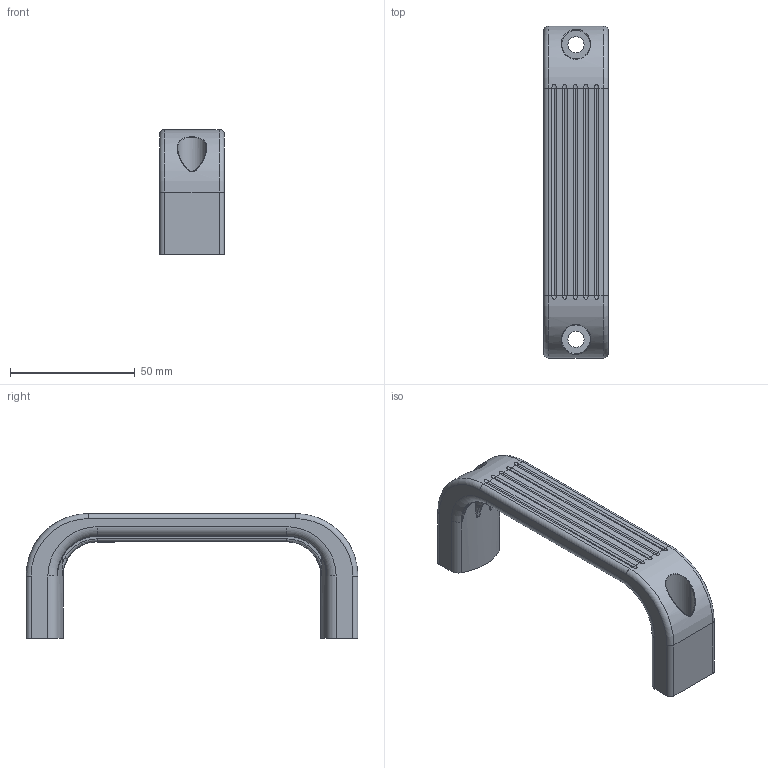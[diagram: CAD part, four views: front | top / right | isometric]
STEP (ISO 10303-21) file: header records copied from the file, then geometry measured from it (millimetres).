
FILE_DESCRIPTION (( 'STEP AP214' ), '1' );
FILE_NAME ('092308.STEP', '2014-08-14T13:29:25', ( '' ), ( '' ), 'SwSTEP 2.0', 'SolidWorks 2014', '' );
FILE_SCHEMA (( 'AUTOMOTIVE_DESIGN' ));
Length unit declared in the file: millimetre
Products named in the file (1): 092308
Bounding box: 26 x 133 x 50 mm (x, y, z)
Volume: 39208.4 mm3; surface area: 23223 mm2
Topology: 1 solids, 1 shells, 186 faces, 470 edges, 288 vertices
Faces by surface type: cylinder 78, torus 44, plane 42, bspline 20, cone 2
Entity records: 7294 total; most frequent: CARTESIAN_POINT 2877, ORIENTED_EDGE 932, DIRECTION 932, EDGE_CURVE 466, AXIS2_PLACEMENT_3D 381, VERTEX_POINT 288, CIRCLE 214, EDGE_LOOP 196
